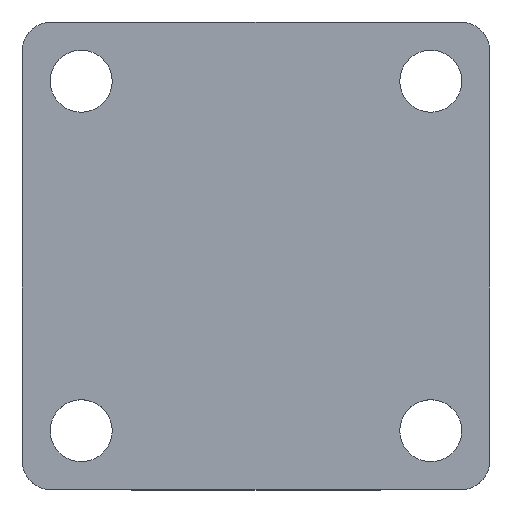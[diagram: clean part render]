
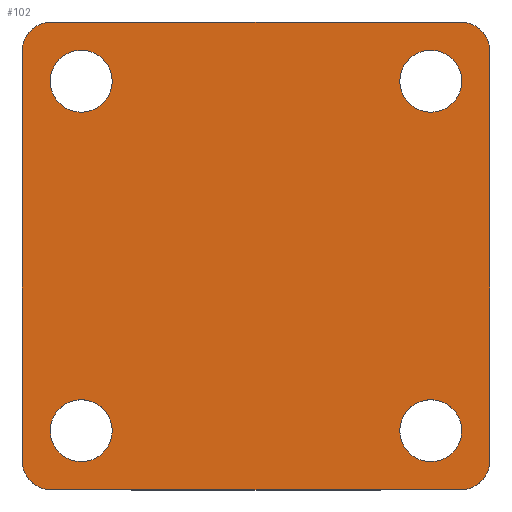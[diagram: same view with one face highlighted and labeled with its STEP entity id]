
A CAD part, top view. The second image highlights one B-rep face of the part: STEP entity #102.
In plain terms, the highlighted planar face has unit normal (0, 0, 1).
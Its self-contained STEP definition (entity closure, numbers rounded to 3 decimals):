
#102=ADVANCED_FACE('',(#225,#226,#227,#228,#229),#230,.T.);
#225=FACE_BOUND('',#355,.T.);
#226=FACE_BOUND('',#356,.T.);
#227=FACE_BOUND('',#357,.T.);
#228=FACE_BOUND('',#358,.T.);
#229=FACE_OUTER_BOUND('',#359,.T.);
#230=PLANE('',#360);
#355=EDGE_LOOP('',(#797,#798));
#356=EDGE_LOOP('',(#799,#800));
#357=EDGE_LOOP('',(#801,#802));
#358=EDGE_LOOP('',(#803,#804));
#359=EDGE_LOOP('',(#805,#806,#807,#808,#809,#810,#811,#812));
#360=AXIS2_PLACEMENT_3D('',#813,#814,#815);
#797=ORIENTED_EDGE('',*,*,#882,.T.);
#798=ORIENTED_EDGE('',*,*,#892,.T.);
#799=ORIENTED_EDGE('',*,*,#878,.T.);
#800=ORIENTED_EDGE('',*,*,#914,.T.);
#801=ORIENTED_EDGE('',*,*,#874,.T.);
#802=ORIENTED_EDGE('',*,*,#934,.T.);
#803=ORIENTED_EDGE('',*,*,#870,.T.);
#804=ORIENTED_EDGE('',*,*,#954,.T.);
#805=ORIENTED_EDGE('',*,*,#963,.F.);
#806=ORIENTED_EDGE('',*,*,#964,.F.);
#807=ORIENTED_EDGE('',*,*,#942,.F.);
#808=ORIENTED_EDGE('',*,*,#947,.F.);
#809=ORIENTED_EDGE('',*,*,#922,.F.);
#810=ORIENTED_EDGE('',*,*,#927,.F.);
#811=ORIENTED_EDGE('',*,*,#901,.F.);
#812=ORIENTED_EDGE('',*,*,#907,.F.);
#813=CARTESIAN_POINT('',(0.0,0.0,11.0));
#814=DIRECTION('',(0.0,0.0,1.0));
#815=DIRECTION('',(1.0,0.0,0.0));
#870=EDGE_CURVE('',#1048,#1045,#1049,.T.);
#874=EDGE_CURVE('',#1056,#1053,#1057,.T.);
#878=EDGE_CURVE('',#1064,#1061,#1065,.T.);
#882=EDGE_CURVE('',#1072,#1069,#1073,.T.);
#892=EDGE_CURVE('',#1069,#1072,#1090,.T.);
#901=EDGE_CURVE('',#1102,#1104,#1105,.T.);
#907=EDGE_CURVE('',#1113,#1102,#1115,.T.);
#914=EDGE_CURVE('',#1061,#1064,#1126,.T.);
#922=EDGE_CURVE('',#1136,#1138,#1139,.T.);
#927=EDGE_CURVE('',#1104,#1136,#1147,.T.);
#934=EDGE_CURVE('',#1053,#1056,#1158,.T.);
#942=EDGE_CURVE('',#1168,#1170,#1171,.T.);
#947=EDGE_CURVE('',#1138,#1168,#1179,.T.);
#954=EDGE_CURVE('',#1045,#1048,#1190,.T.);
#963=EDGE_CURVE('',#1201,#1113,#1203,.T.);
#964=EDGE_CURVE('',#1170,#1201,#1204,.T.);
#1045=VERTEX_POINT('',#1311);
#1048=VERTEX_POINT('',#1315);
#1049=CIRCLE('',#1316,5.5);
#1053=VERTEX_POINT('',#1321);
#1056=VERTEX_POINT('',#1325);
#1057=CIRCLE('',#1326,5.5);
#1061=VERTEX_POINT('',#1331);
#1064=VERTEX_POINT('',#1335);
#1065=CIRCLE('',#1336,5.5);
#1069=VERTEX_POINT('',#1341);
#1072=VERTEX_POINT('',#1345);
#1073=CIRCLE('',#1346,5.5);
#1090=CIRCLE('',#1368,5.5);
#1102=VERTEX_POINT('',#1386);
#1104=VERTEX_POINT('',#1389);
#1105=LINE('',#1390,#1391);
#1113=VERTEX_POINT('',#1403);
#1115=CIRCLE('',#1406,5.25);
#1126=CIRCLE('',#1420,5.5);
#1136=VERTEX_POINT('',#1435);
#1138=VERTEX_POINT('',#1438);
#1139=LINE('',#1439,#1440);
#1147=CIRCLE('',#1452,5.25);
#1158=CIRCLE('',#1466,5.5);
#1168=VERTEX_POINT('',#1481);
#1170=VERTEX_POINT('',#1484);
#1171=LINE('',#1485,#1486);
#1179=CIRCLE('',#1498,5.25);
#1190=CIRCLE('',#1512,5.5);
#1201=VERTEX_POINT('',#1529);
#1203=LINE('',#1532,#1533);
#1204=CIRCLE('',#1534,5.25);
#1311=CARTESIAN_POINT('',(-25.5,-31.0,11.0));
#1315=CARTESIAN_POINT('',(-36.5,-31.0,11.0));
#1316=AXIS2_PLACEMENT_3D('',#1646,#1647,#1648);
#1321=CARTESIAN_POINT('',(31.0,-25.5,11.0));
#1325=CARTESIAN_POINT('',(31.0,-36.5,11.0));
#1326=AXIS2_PLACEMENT_3D('',#1654,#1655,#1656);
#1331=CARTESIAN_POINT('',(25.5,31.0,11.0));
#1335=CARTESIAN_POINT('',(36.5,31.0,11.0));
#1336=AXIS2_PLACEMENT_3D('',#1662,#1663,#1664);
#1341=CARTESIAN_POINT('',(-31.0,25.5,11.0));
#1345=CARTESIAN_POINT('',(-31.0,36.5,11.0));
#1346=AXIS2_PLACEMENT_3D('',#1670,#1671,#1672);
#1368=AXIS2_PLACEMENT_3D('',#1690,#1691,#1692);
#1386=CARTESIAN_POINT('',(-36.25,41.5,11.0));
#1389=CARTESIAN_POINT('',(36.25,41.5,11.0));
#1390=CARTESIAN_POINT('',(36.25,41.5,11.0));
#1391=VECTOR('',#1703,1.0);
#1403=CARTESIAN_POINT('',(-41.5,36.25,11.0));
#1406=AXIS2_PLACEMENT_3D('',#1709,#1710,#1711);
#1420=AXIS2_PLACEMENT_3D('',#1724,#1725,#1726);
#1435=CARTESIAN_POINT('',(41.5,36.25,11.0));
#1438=CARTESIAN_POINT('',(41.5,-36.25,11.0));
#1439=CARTESIAN_POINT('',(41.5,-36.25,11.0));
#1440=VECTOR('',#1736,1.0);
#1452=AXIS2_PLACEMENT_3D('',#1741,#1742,#1743);
#1466=AXIS2_PLACEMENT_3D('',#1756,#1757,#1758);
#1481=CARTESIAN_POINT('',(36.25,-41.5,11.0));
#1484=CARTESIAN_POINT('',(-36.25,-41.5,11.0));
#1485=CARTESIAN_POINT('',(-36.25,-41.5,11.0));
#1486=VECTOR('',#1768,1.0);
#1498=AXIS2_PLACEMENT_3D('',#1773,#1774,#1775);
#1512=AXIS2_PLACEMENT_3D('',#1788,#1789,#1790);
#1529=CARTESIAN_POINT('',(-41.5,-36.25,11.0));
#1532=CARTESIAN_POINT('',(-41.5,36.25,11.0));
#1533=VECTOR('',#1801,1.0);
#1534=AXIS2_PLACEMENT_3D('',#1802,#1803,#1804);
#1646=CARTESIAN_POINT('',(-31.0,-31.0,11.0));
#1647=DIRECTION('',(0.0,0.0,-1.0));
#1648=DIRECTION('',(1.0,0.0,0.0));
#1654=CARTESIAN_POINT('',(31.0,-31.0,11.0));
#1655=DIRECTION('',(0.0,0.0,-1.0));
#1656=DIRECTION('',(0.,1.0,0.0));
#1662=CARTESIAN_POINT('',(31.0,31.0,11.0));
#1663=DIRECTION('',(-0.0,0.0,-1.0));
#1664=DIRECTION('',(-1.0,0.,0.0));
#1670=CARTESIAN_POINT('',(-31.0,31.0,11.0));
#1671=DIRECTION('',(-0.0,0.0,-1.0));
#1672=DIRECTION('',(0.,-1.0,0.0));
#1690=CARTESIAN_POINT('',(-31.0,31.0,11.0));
#1691=DIRECTION('',(-0.0,0.0,-1.0));
#1692=DIRECTION('',(0.,-1.0,0.0));
#1703=DIRECTION('',(1.0,0.0,0.0));
#1709=CARTESIAN_POINT('',(-36.25,36.25,11.0));
#1710=DIRECTION('',(0.0,0.0,-1.0));
#1711=DIRECTION('',(1.0,0.0,0.0));
#1724=CARTESIAN_POINT('',(31.0,31.0,11.0));
#1725=DIRECTION('',(-0.0,0.0,-1.0));
#1726=DIRECTION('',(-1.0,0.,0.0));
#1736=DIRECTION('',(-0.0,-1.0,-0.0));
#1741=CARTESIAN_POINT('',(36.25,36.25,11.0));
#1742=DIRECTION('',(0.0,0.0,-1.0));
#1743=DIRECTION('',(1.0,0.0,0.0));
#1756=CARTESIAN_POINT('',(31.0,-31.0,11.0));
#1757=DIRECTION('',(0.0,0.0,-1.0));
#1758=DIRECTION('',(0.,1.0,0.0));
#1768=DIRECTION('',(-1.0,-0.0,-0.0));
#1773=CARTESIAN_POINT('',(36.25,-36.25,11.0));
#1774=DIRECTION('',(0.0,0.0,-1.0));
#1775=DIRECTION('',(1.0,0.0,0.0));
#1788=CARTESIAN_POINT('',(-31.0,-31.0,11.0));
#1789=DIRECTION('',(0.0,0.0,-1.0));
#1790=DIRECTION('',(1.0,0.0,0.0));
#1801=DIRECTION('',(0.0,1.0,0.0));
#1802=CARTESIAN_POINT('',(-36.25,-36.25,11.0));
#1803=DIRECTION('',(0.0,0.0,-1.0));
#1804=DIRECTION('',(1.0,0.0,0.0));
